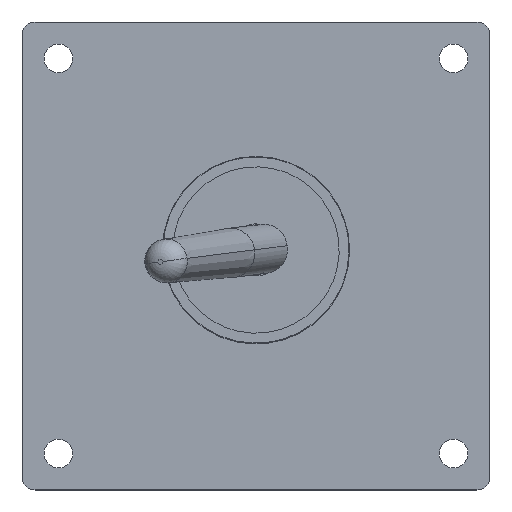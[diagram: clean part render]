
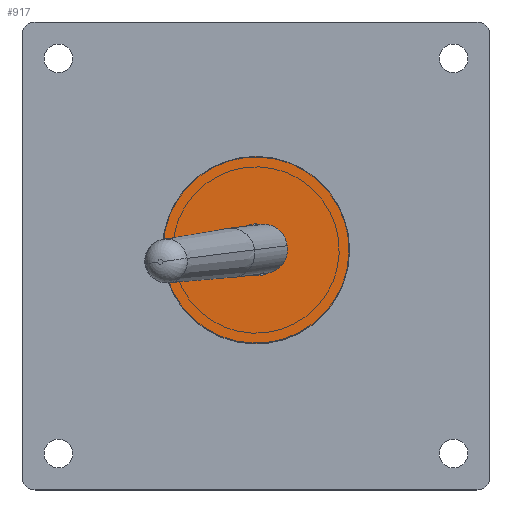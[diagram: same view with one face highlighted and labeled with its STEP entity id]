
A CAD part, top view. The second image highlights one B-rep face of the part: STEP entity #917.
In plain terms, the highlighted planar face has unit normal (0, 0, 1).
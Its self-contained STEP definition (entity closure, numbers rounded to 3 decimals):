
#158 = VERTEX_POINT ( 'NONE', #1707 ) ;
#347 = AXIS2_PLACEMENT_3D ( 'NONE', #5064, #5045, #3241 ) ;
#369 = CARTESIAN_POINT ( 'NONE',  ( 0., 0., 662. ) ) ;
#438 = CARTESIAN_POINT ( 'NONE',  ( 0., 0., 662. ) ) ;
#705 = ORIENTED_EDGE ( 'NONE', *, *, #5482, .T. ) ;
#718 = EDGE_LOOP ( 'NONE', ( #788, #705 ) ) ;
#735 = CIRCLE ( 'NONE', #5530, 18. ) ;
#775 = AXIS2_PLACEMENT_3D ( 'NONE', #4527, #5948, #1706 ) ;
#781 = EDGE_LOOP ( 'NONE', ( #4721, #5964 ) ) ;
#788 = ORIENTED_EDGE ( 'NONE', *, *, #918, .T. ) ;
#821 = DIRECTION ( 'NONE',  ( 1., 0., 0. ) ) ;
#842 = CARTESIAN_POINT ( 'NONE',  ( 0., 0., 662. ) ) ;
#917 = ADVANCED_FACE ( 'NONE', ( #4855, #959 ), #3655, .T. ) ;
#918 = EDGE_CURVE ( 'NONE', #5639, #1772, #735, .T. ) ;
#947 = VERTEX_POINT ( 'NONE', #6070 ) ;
#959 = FACE_BOUND ( 'NONE', #781, .T. ) ;
#1283 = DIRECTION ( 'NONE',  ( 1., 0., 0. ) ) ;
#1345 = EDGE_CURVE ( 'NONE', #158, #947, #2186, .T. ) ;
#1368 = DIRECTION ( 'NONE',  ( 1., 0., 0. ) ) ;
#1706 = DIRECTION ( 'NONE',  ( 1., 0., 0. ) ) ;
#1707 = CARTESIAN_POINT ( 'NONE',  ( -4., 0., 662. ) ) ;
#1772 = VERTEX_POINT ( 'NONE', #3098 ) ;
#2186 = CIRCLE ( 'NONE', #347, 4. ) ;
#2593 = CIRCLE ( 'NONE', #775, 18. ) ;
#2738 = DIRECTION ( 'NONE',  ( 0., 0., 1. ) ) ;
#3098 = CARTESIAN_POINT ( 'NONE',  ( 18., 0., 662. ) ) ;
#3227 = DIRECTION ( 'NONE',  ( 0., 0., 1. ) ) ;
#3241 = DIRECTION ( 'NONE',  ( 1., 0., 0. ) ) ;
#3616 = AXIS2_PLACEMENT_3D ( 'NONE', #842, #2738, #1283 ) ;
#3655 = PLANE ( 'NONE',  #3616 ) ;
#4042 = CARTESIAN_POINT ( 'NONE',  ( -18., 0., 662. ) ) ;
#4527 = CARTESIAN_POINT ( 'NONE',  ( 0., 0., 662. ) ) ;
#4721 = ORIENTED_EDGE ( 'NONE', *, *, #1345, .F. ) ;
#4855 = FACE_OUTER_BOUND ( 'NONE', #718, .T. ) ;
#5045 = DIRECTION ( 'NONE',  ( 0., 0., 1. ) ) ;
#5064 = CARTESIAN_POINT ( 'NONE',  ( 0., 0., 662. ) ) ;
#5144 = CIRCLE ( 'NONE', #5608, 4. ) ;
#5213 = EDGE_CURVE ( 'NONE', #947, #158, #5144, .T. ) ;
#5482 = EDGE_CURVE ( 'NONE', #1772, #5639, #2593, .T. ) ;
#5530 = AXIS2_PLACEMENT_3D ( 'NONE', #369, #3227, #821 ) ;
#5608 = AXIS2_PLACEMENT_3D ( 'NONE', #438, #6096, #1368 ) ;
#5639 = VERTEX_POINT ( 'NONE', #4042 ) ;
#5948 = DIRECTION ( 'NONE',  ( 0., 0., 1. ) ) ;
#5964 = ORIENTED_EDGE ( 'NONE', *, *, #5213, .F. ) ;
#6070 = CARTESIAN_POINT ( 'NONE',  ( 4., 0., 662. ) ) ;
#6096 = DIRECTION ( 'NONE',  ( 0., 0., 1. ) ) ;
